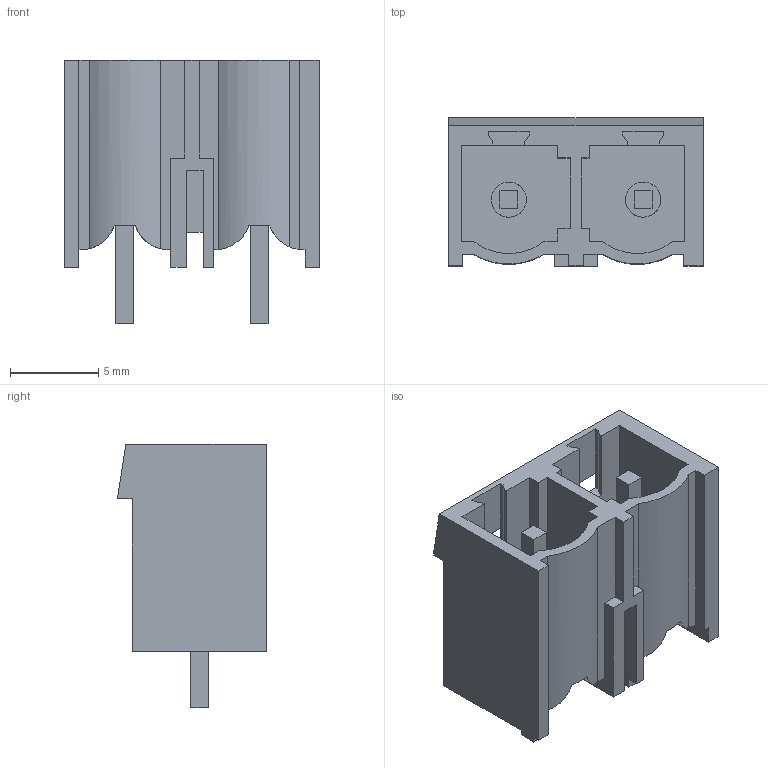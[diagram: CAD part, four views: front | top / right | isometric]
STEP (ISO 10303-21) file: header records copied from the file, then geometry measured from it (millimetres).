
FILE_DESCRIPTION(('CATIA V5 STEP Exchange','CAx-IF Rec.Pracs.--- Model Styling and Organization---1.4--- 2014-01-23'),'2;1');
FILE_NAME ('D1447744_1_1048870000_1048870000.stp','2021-05-20T12:15:12+00:00',('none'),('Weidmueller'),'CATIA Version 5-6 Release 2016 SP3 HF44','CATIA V5 STEP AP214','none');
FILE_SCHEMA(('AUTOMOTIVE_DESIGN { 1 0 10303 214 1 1 1 1 }'));
Length unit declared in the file: millimetre
Products named in the file (1): 1048870000
Bounding box: 14.42 x 8.4 x 14.95 mm (x, y, z)
Volume: 560.8 mm3; surface area: 1388 mm2
Topology: 3 solids, 3 shells, 96 faces, 271 edges, 181 vertices
Faces by surface type: plane 84, cylinder 12
Entity records: 3051 total; most frequent: CARTESIAN_POINT 601, ORIENTED_EDGE 542, DIRECTION 424, EDGE_CURVE 271, VECTOR 242, LINE 242, VERTEX_POINT 181, AXIS2_PLACEMENT_3D 101
